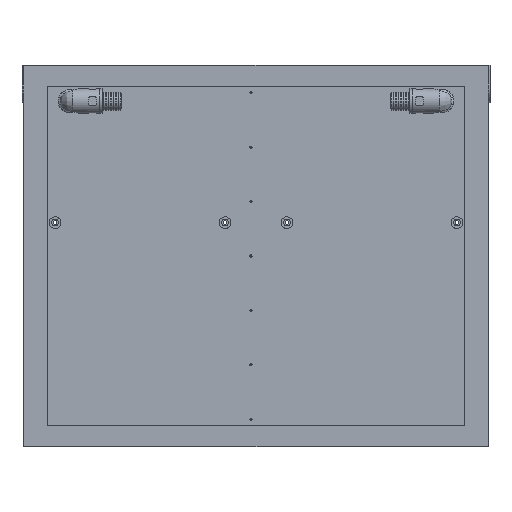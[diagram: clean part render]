
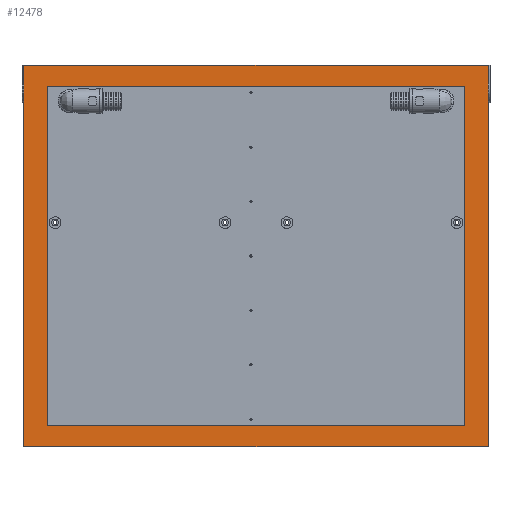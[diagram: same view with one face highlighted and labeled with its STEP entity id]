
A CAD part, front view. The second image highlights one B-rep face of the part: STEP entity #12478.
In plain terms, the highlighted planar face has unit normal (0, -1, 0).
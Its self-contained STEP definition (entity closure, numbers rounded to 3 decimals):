
#121 = DIRECTION ( 'NONE',  ( -1., 0., 0. ) ) ;
#619 = VECTOR ( 'NONE', #8125, 1000. ) ;
#956 = VERTEX_POINT ( 'NONE', #2491 ) ;
#962 = VECTOR ( 'NONE', #12745, 1000. ) ;
#1160 = CARTESIAN_POINT ( 'NONE',  ( -249.5, 0., -203. ) ) ;
#1754 = VERTEX_POINT ( 'NONE', #2719 ) ;
#1833 = EDGE_CURVE ( 'NONE', #18341, #956, #11120, .T. ) ;
#2050 = CARTESIAN_POINT ( 'NONE',  ( 277.5, 0., -184.265 ) ) ;
#2068 = VERTEX_POINT ( 'NONE', #2050 ) ;
#2069 = CARTESIAN_POINT ( 'NONE',  ( 277.5, 0., -228. ) ) ;
#2491 = CARTESIAN_POINT ( 'NONE',  ( 249.5, 0., -203. ) ) ;
#2538 = FACE_OUTER_BOUND ( 'NONE', #16378, .T. ) ;
#2719 = CARTESIAN_POINT ( 'NONE',  ( -249.5, 0., 203. ) ) ;
#2744 = DIRECTION ( 'NONE',  ( -1., 0., 0. ) ) ;
#3287 = CARTESIAN_POINT ( 'NONE',  ( -249.5, 0., -203. ) ) ;
#3483 = DIRECTION ( 'NONE',  ( 0., 0., 1. ) ) ;
#3599 = ORIENTED_EDGE ( 'NONE', *, *, #9313, .T. ) ;
#3676 = VERTEX_POINT ( 'NONE', #10611 ) ;
#3932 = CARTESIAN_POINT ( 'NONE',  ( 277.5, 0., 228. ) ) ;
#3937 = EDGE_CURVE ( 'NONE', #12269, #3676, #11504, .T. ) ;
#4266 = CARTESIAN_POINT ( 'NONE',  ( 277.5, 0., -228. ) ) ;
#4505 = VECTOR ( 'NONE', #5131, 1000. ) ;
#4599 = EDGE_CURVE ( 'NONE', #17923, #8595, #14708, .T. ) ;
#5131 = DIRECTION ( 'NONE',  ( 1., 0., 0. ) ) ;
#5215 = VECTOR ( 'NONE', #12647, 1000. ) ;
#5405 = EDGE_CURVE ( 'NONE', #8595, #2068, #16938, .T. ) ;
#5612 = CARTESIAN_POINT ( 'NONE',  ( -277.5, 0., 228. ) ) ;
#5616 = CARTESIAN_POINT ( 'NONE',  ( 249.5, 0., 203. ) ) ;
#6422 = VERTEX_POINT ( 'NONE', #3287 ) ;
#7520 = ORIENTED_EDGE ( 'NONE', *, *, #3937, .F. ) ;
#7724 = VECTOR ( 'NONE', #12014, 1000. ) ;
#8125 = DIRECTION ( 'NONE',  ( 0., 0., -1. ) ) ;
#8128 = CARTESIAN_POINT ( 'NONE',  ( -277.5, 0., -228. ) ) ;
#8200 = VECTOR ( 'NONE', #3483, 1000. ) ;
#8326 = LINE ( 'NONE', #1160, #9384 ) ;
#8595 = VERTEX_POINT ( 'NONE', #3932 ) ;
#8678 = ORIENTED_EDGE ( 'NONE', *, *, #15213, .T. ) ;
#8712 = ORIENTED_EDGE ( 'NONE', *, *, #8784, .T. ) ;
#8784 = EDGE_CURVE ( 'NONE', #6422, #1754, #17687, .T. ) ;
#8931 = CARTESIAN_POINT ( 'NONE',  ( -249.5, 0., 203. ) ) ;
#9122 = CARTESIAN_POINT ( 'NONE',  ( -277.5, 0., -184.265 ) ) ;
#9313 = EDGE_CURVE ( 'NONE', #1754, #18341, #13091, .T. ) ;
#9384 = VECTOR ( 'NONE', #2744, 1000. ) ;
#9529 = VECTOR ( 'NONE', #121, 1000. ) ;
#9947 = ORIENTED_EDGE ( 'NONE', *, *, #1833, .T. ) ;
#10081 = VECTOR ( 'NONE', #10718, 1000. ) ;
#10517 = VECTOR ( 'NONE', #17996, 1000. ) ;
#10611 = CARTESIAN_POINT ( 'NONE',  ( -277.5, 0., -228. ) ) ;
#10718 = DIRECTION ( 'NONE',  ( 0., 0., 1. ) ) ;
#10751 = EDGE_CURVE ( 'NONE', #2068, #12269, #14036, .T. ) ;
#10941 = LINE ( 'NONE', #8128, #10517 ) ;
#11118 = DIRECTION ( 'NONE',  ( 0., 0., 1. ) ) ;
#11120 = LINE ( 'NONE', #5616, #619 ) ;
#11198 = ORIENTED_EDGE ( 'NONE', *, *, #12363, .F. ) ;
#11322 = EDGE_LOOP ( 'NONE', ( #8712, #3599, #9947, #8678 ) ) ;
#11390 = PLANE ( 'NONE',  #12681 ) ;
#11504 = LINE ( 'NONE', #17168, #9529 ) ;
#11717 = CARTESIAN_POINT ( 'NONE',  ( -249.5, 0., 203. ) ) ;
#12014 = DIRECTION ( 'NONE',  ( 1., 0., 0. ) ) ;
#12269 = VERTEX_POINT ( 'NONE', #2069 ) ;
#12363 = EDGE_CURVE ( 'NONE', #3676, #17457, #16496, .T. ) ;
#12478 = ADVANCED_FACE ( 'NONE', ( #2538, #12771 ), #11390, .F. ) ;
#12605 = CARTESIAN_POINT ( 'NONE',  ( 249.5, 0., 203. ) ) ;
#12647 = DIRECTION ( 'NONE',  ( 0., 0., -1. ) ) ;
#12681 = AXIS2_PLACEMENT_3D ( 'NONE', #5612, #16872, #11118 ) ;
#12745 = DIRECTION ( 'NONE',  ( 0., 0., -1. ) ) ;
#12771 = FACE_BOUND ( 'NONE', #11322, .T. ) ;
#12920 = CARTESIAN_POINT ( 'NONE',  ( 277.5, 0., -228. ) ) ;
#13091 = LINE ( 'NONE', #11717, #7724 ) ;
#14036 = LINE ( 'NONE', #4266, #5215 ) ;
#14561 = ORIENTED_EDGE ( 'NONE', *, *, #10751, .F. ) ;
#14708 = LINE ( 'NONE', #17880, #4505 ) ;
#14748 = CARTESIAN_POINT ( 'NONE',  ( -277.5, 0., 228. ) ) ;
#14951 = ORIENTED_EDGE ( 'NONE', *, *, #15624, .F. ) ;
#15008 = CARTESIAN_POINT ( 'NONE',  ( -277.5, 0., -228. ) ) ;
#15213 = EDGE_CURVE ( 'NONE', #956, #6422, #8326, .T. ) ;
#15624 = EDGE_CURVE ( 'NONE', #17457, #17923, #10941, .T. ) ;
#16121 = ORIENTED_EDGE ( 'NONE', *, *, #4599, .F. ) ;
#16359 = ORIENTED_EDGE ( 'NONE', *, *, #5405, .F. ) ;
#16378 = EDGE_LOOP ( 'NONE', ( #11198, #7520, #14561, #16359, #16121, #14951 ) ) ;
#16496 = LINE ( 'NONE', #15008, #8200 ) ;
#16872 = DIRECTION ( 'NONE',  ( 0., 1., 0. ) ) ;
#16938 = LINE ( 'NONE', #12920, #962 ) ;
#17168 = CARTESIAN_POINT ( 'NONE',  ( -277.5, 0., -228. ) ) ;
#17457 = VERTEX_POINT ( 'NONE', #9122 ) ;
#17687 = LINE ( 'NONE', #8931, #10081 ) ;
#17880 = CARTESIAN_POINT ( 'NONE',  ( -277.5, 0., 228. ) ) ;
#17923 = VERTEX_POINT ( 'NONE', #14748 ) ;
#17996 = DIRECTION ( 'NONE',  ( 0., 0., 1. ) ) ;
#18341 = VERTEX_POINT ( 'NONE', #12605 ) ;
